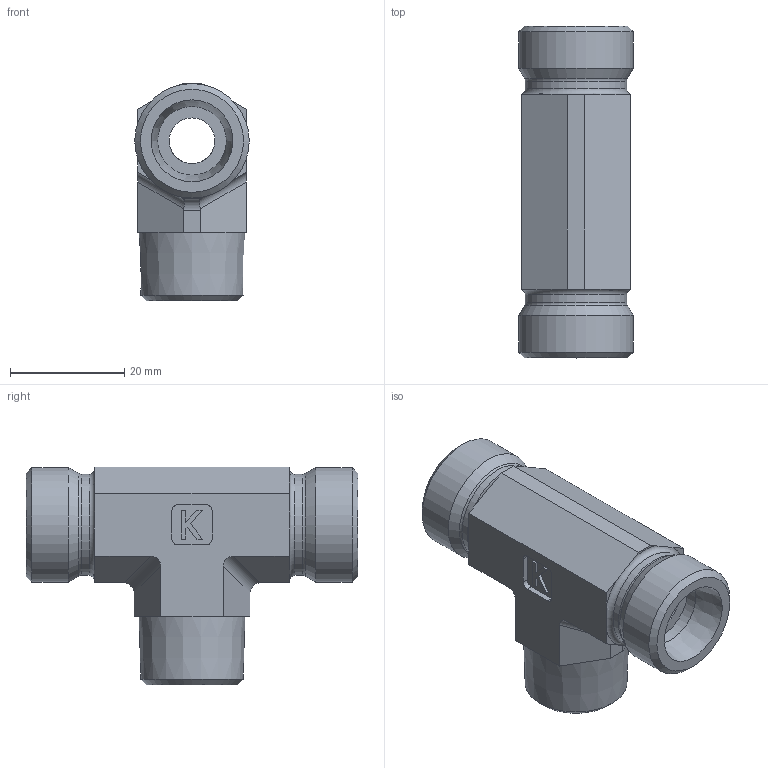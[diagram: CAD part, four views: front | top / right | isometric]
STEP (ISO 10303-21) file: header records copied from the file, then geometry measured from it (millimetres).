
FILE_DESCRIPTION((''),'2;1');
FILE_NAME('26003121820.stp','2014-08-22T14:40:00',(''),('KNOMI spol. s r. o.'),'Autodesk Inventor 2012','Autodesk Inventor 2012','');
FILE_SCHEMA(('AUTOMOTIVE_DESIGN { 1 2 10303 214 0 1 1 1 }'));
Length unit declared in the file: millimetre
Products named in the file (1): THCM3 12SMkuž M18K/M20
Bounding box: 20 x 58 x 38.1 mm (x, y, z)
Volume: 17613.3 mm3; surface area: 7529.1 mm2
Topology: 1 solids, 1 shells, 84 faces, 226 edges, 148 vertices
Faces by surface type: plane 53, cylinder 18, cone 9, torus 4
Full cylindrical faces by diameter (mm): 8 x2, 12 x2, 17.7 x2, 20 x2
Entity records: 2556 total; most frequent: CARTESIAN_POINT 527, DIRECTION 416, ORIENTED_EDGE 390, EDGE_CURVE 195, AXIS2_PLACEMENT_3D 148, VERTEX_POINT 139, VECTOR 120, LINE 120
